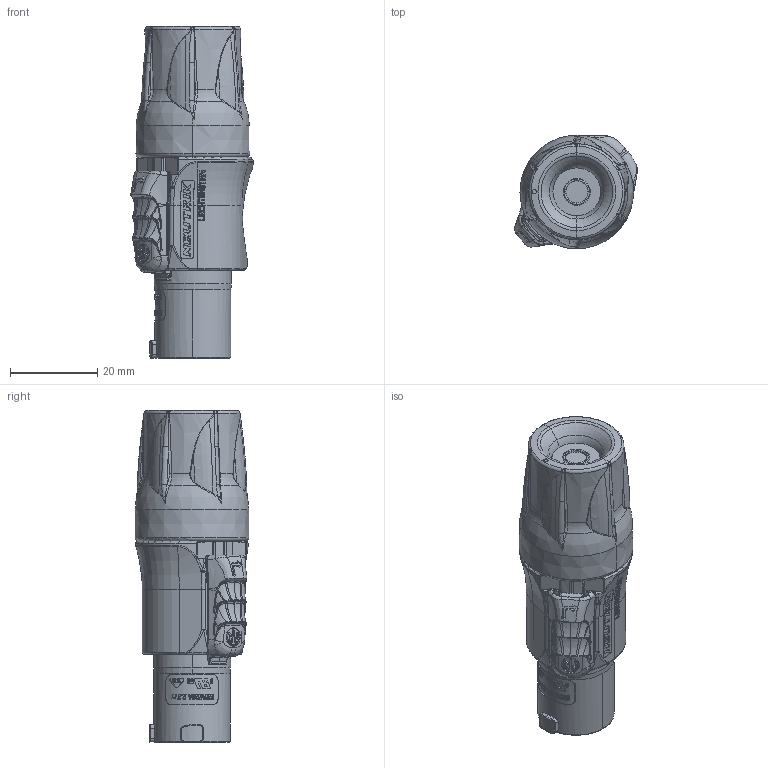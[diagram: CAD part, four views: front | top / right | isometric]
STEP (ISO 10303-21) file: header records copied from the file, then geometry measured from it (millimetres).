
FILE_DESCRIPTION((''),'2;1');
FILE_NAME('NAC3FCB','2019-06-28T13:12:00',('noe'),(''),'CREO PARAMETRIC BY PTC INC, 2018500','CREO PARAMETRIC BY PTC INC, 2018500','');
FILE_SCHEMA(('CONFIG_CONTROL_DESIGN'));
Products named in the file (1): NAC3FCB
Bounding box: 28.18 x 26.11 x 76.25 mm (x, y, z)
Volume: 27527.2 mm3; surface area: 11409.5 mm2
Topology: 1 solids, 24 shells, 1938 faces, 4923 edges, 3077 vertices
Faces by surface type: bspline 618, plane 439, extrusion 386, cylinder 264, cone 108, torus 106, sphere 17
Entity records: 87181 total; most frequent: CARTESIAN_POINT 46475, ORIENTED_EDGE 9770, DIRECTION 6113, EDGE_CURVE 4923, VERTEX_POINT 3077, B_SPLINE_CURVE_WITH_KNOTS 2625, AXIS2_PLACEMENT_3D 2108, EDGE_LOOP 2005
